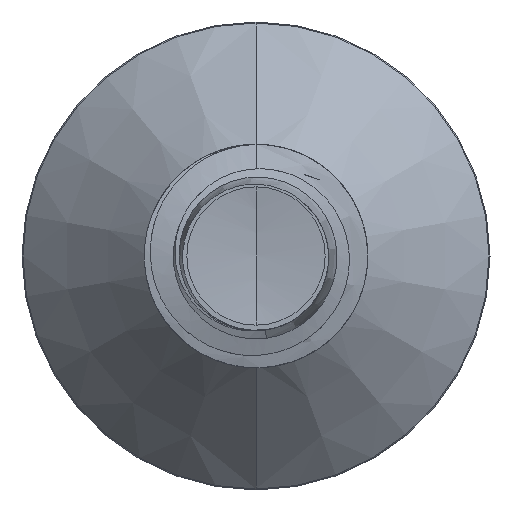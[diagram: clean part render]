
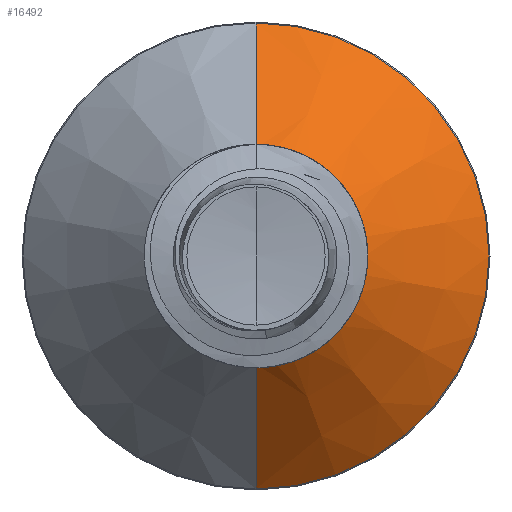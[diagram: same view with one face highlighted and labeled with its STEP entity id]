
A CAD part, front view. The second image highlights one B-rep face of the part: STEP entity #16492.
In plain terms, the highlighted conical face has half-angle 45 degrees and reference radius 0.775 mm.
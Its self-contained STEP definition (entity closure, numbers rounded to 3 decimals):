
#240 = EDGE_CURVE ( 'NONE', #16895, #14777, #5516, .T. ) ;
#1168 = CONICAL_SURFACE ( 'NONE', #17016, 0.775, 0.785 ) ;
#2217 = FACE_OUTER_BOUND ( 'NONE', #10112, .T. ) ;
#2890 = VERTEX_POINT ( 'NONE', #15110 ) ;
#2976 = DIRECTION ( 'NONE',  ( 0., 0.707, -0.707 ) ) ;
#3463 = ORIENTED_EDGE ( 'NONE', *, *, #240, .F. ) ;
#3644 = ORIENTED_EDGE ( 'NONE', *, *, #5712, .F. ) ;
#4056 = CARTESIAN_POINT ( 'NONE',  ( 0., 6.25, 0.775 ) ) ;
#5428 = EDGE_CURVE ( 'NONE', #20921, #2890, #20781, .T. ) ;
#5516 = CIRCLE ( 'NONE', #7585, 1.668 ) ;
#5712 = EDGE_CURVE ( 'NONE', #20921, #16895, #14713, .T. ) ;
#5857 = VECTOR ( 'NONE', #2976, 1000. ) ;
#6072 = DIRECTION ( 'NONE',  ( 0., 1., 0. ) ) ;
#6403 = DIRECTION ( 'NONE',  ( 0., 1., 0. ) ) ;
#7585 = AXIS2_PLACEMENT_3D ( 'NONE', #13888, #11935, #8317 ) ;
#8264 = CARTESIAN_POINT ( 'NONE',  ( 0., 7.143, -1.668 ) ) ;
#8317 = DIRECTION ( 'NONE',  ( 0., 0., 1. ) ) ;
#9070 = AXIS2_PLACEMENT_3D ( 'NONE', #16171, #6072, #17873 ) ;
#9679 = DIRECTION ( 'NONE',  ( 0., 0.707, 0.707 ) ) ;
#10112 = EDGE_LOOP ( 'NONE', ( #10967, #13000, #3463, #3644 ) ) ;
#10231 = VECTOR ( 'NONE', #9679, 1000. ) ;
#10967 = ORIENTED_EDGE ( 'NONE', *, *, #5428, .T. ) ;
#11935 = DIRECTION ( 'NONE',  ( 0., 1., 0. ) ) ;
#13000 = ORIENTED_EDGE ( 'NONE', *, *, #20035, .T. ) ;
#13103 = CARTESIAN_POINT ( 'NONE',  ( 0., 6.25, -0.775 ) ) ;
#13888 = CARTESIAN_POINT ( 'NONE',  ( 0., 7.143, 0. ) ) ;
#14713 = LINE ( 'NONE', #18085, #10231 ) ;
#14777 = VERTEX_POINT ( 'NONE', #8264 ) ;
#15110 = CARTESIAN_POINT ( 'NONE',  ( 0., 6.25, -0.775 ) ) ;
#15387 = CARTESIAN_POINT ( 'NONE',  ( 0., 7.143, 1.668 ) ) ;
#16171 = CARTESIAN_POINT ( 'NONE',  ( 0., 6.25, 0. ) ) ;
#16492 = ADVANCED_FACE ( 'NONE', ( #2217 ), #1168, .T. ) ;
#16895 = VERTEX_POINT ( 'NONE', #15387 ) ;
#17016 = AXIS2_PLACEMENT_3D ( 'NONE', #19889, #6403, #18346 ) ;
#17873 = DIRECTION ( 'NONE',  ( 0., 0., 1. ) ) ;
#18085 = CARTESIAN_POINT ( 'NONE',  ( 0., 6.25, 0.775 ) ) ;
#18346 = DIRECTION ( 'NONE',  ( 0., 0., 1. ) ) ;
#18783 = LINE ( 'NONE', #13103, #5857 ) ;
#19889 = CARTESIAN_POINT ( 'NONE',  ( 0., 6.25, 0. ) ) ;
#20035 = EDGE_CURVE ( 'NONE', #2890, #14777, #18783, .T. ) ;
#20781 = CIRCLE ( 'NONE', #9070, 0.775 ) ;
#20921 = VERTEX_POINT ( 'NONE', #4056 ) ;
